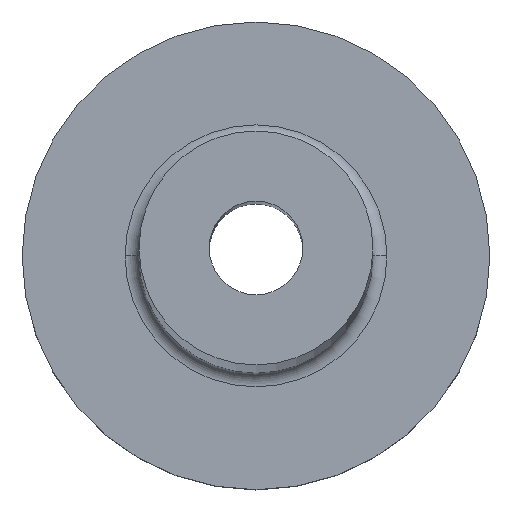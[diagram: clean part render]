
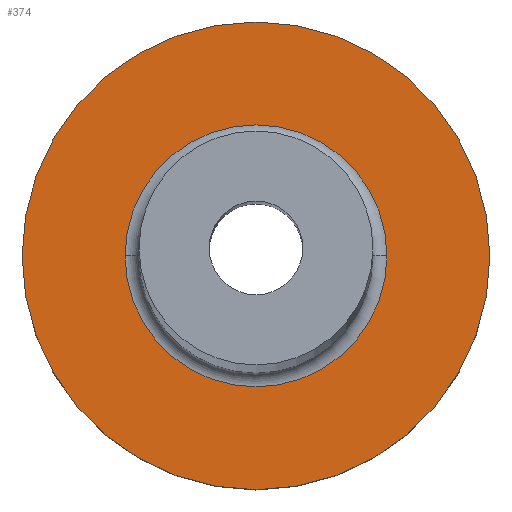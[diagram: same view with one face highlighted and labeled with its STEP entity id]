
A CAD part, top view. The second image highlights one B-rep face of the part: STEP entity #374.
In plain terms, the highlighted planar face has unit normal (0, 0, 1).
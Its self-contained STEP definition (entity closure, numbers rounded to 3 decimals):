
#17 = CIRCLE ( 'NONE', #273, 5. ) ;
#24 = CARTESIAN_POINT ( 'NONE',  ( 0., 0., 3. ) ) ;
#31 = AXIS2_PLACEMENT_3D ( 'NONE', #383, #243, #63 ) ;
#34 = VERTEX_POINT ( 'NONE', #108 ) ;
#37 = EDGE_CURVE ( 'NONE', #38, #257, #118, .T. ) ;
#38 = VERTEX_POINT ( 'NONE', #177 ) ;
#56 = CARTESIAN_POINT ( 'NONE',  ( 0., 0., 3. ) ) ;
#61 = CARTESIAN_POINT ( 'NONE',  ( -5., 0., 3. ) ) ;
#63 = DIRECTION ( 'NONE',  ( 1., 0., 0. ) ) ;
#91 = FACE_BOUND ( 'NONE', #181, .T. ) ;
#103 = CARTESIAN_POINT ( 'NONE',  ( 0., 0., 3. ) ) ;
#108 = CARTESIAN_POINT ( 'NONE',  ( 5., 0., 3. ) ) ;
#118 = CIRCLE ( 'NONE', #445, 2.8 ) ;
#131 = CIRCLE ( 'NONE', #232, 5. ) ;
#142 = DIRECTION ( 'NONE',  ( 0., 0., -1. ) ) ;
#144 = ORIENTED_EDGE ( 'NONE', *, *, #338, .T. ) ;
#166 = ORIENTED_EDGE ( 'NONE', *, *, #246, .T. ) ;
#177 = CARTESIAN_POINT ( 'NONE',  ( -2.8, 0., 3. ) ) ;
#181 = EDGE_LOOP ( 'NONE', ( #311, #337 ) ) ;
#197 = AXIS2_PLACEMENT_3D ( 'NONE', #282, #434, #317 ) ;
#203 = CARTESIAN_POINT ( 'NONE',  ( 2.8, 0., 3. ) ) ;
#218 = VERTEX_POINT ( 'NONE', #61 ) ;
#232 = AXIS2_PLACEMENT_3D ( 'NONE', #56, #297, #381 ) ;
#243 = DIRECTION ( 'NONE',  ( 0., 0., -1. ) ) ;
#246 = EDGE_CURVE ( 'NONE', #218, #34, #131, .T. ) ;
#255 = DIRECTION ( 'NONE',  ( 1., 0., 0. ) ) ;
#257 = VERTEX_POINT ( 'NONE', #203 ) ;
#269 = DIRECTION ( 'NONE',  ( 1., 0., 0. ) ) ;
#273 = AXIS2_PLACEMENT_3D ( 'NONE', #24, #450, #269 ) ;
#282 = CARTESIAN_POINT ( 'NONE',  ( 0., 0., 3. ) ) ;
#297 = DIRECTION ( 'NONE',  ( 0., 0., 1. ) ) ;
#311 = ORIENTED_EDGE ( 'NONE', *, *, #323, .T. ) ;
#317 = DIRECTION ( 'NONE',  ( 1., 0., 0. ) ) ;
#323 = EDGE_CURVE ( 'NONE', #257, #38, #458, .T. ) ;
#337 = ORIENTED_EDGE ( 'NONE', *, *, #37, .T. ) ;
#338 = EDGE_CURVE ( 'NONE', #34, #218, #17, .T. ) ;
#374 = ADVANCED_FACE ( 'NONE', ( #91, #376 ), #389, .T. ) ;
#376 = FACE_OUTER_BOUND ( 'NONE', #422, .T. ) ;
#381 = DIRECTION ( 'NONE',  ( 1., 0., 0. ) ) ;
#383 = CARTESIAN_POINT ( 'NONE',  ( 0., 0., 3. ) ) ;
#389 = PLANE ( 'NONE',  #197 ) ;
#422 = EDGE_LOOP ( 'NONE', ( #166, #144 ) ) ;
#434 = DIRECTION ( 'NONE',  ( 0., 0., 1. ) ) ;
#445 = AXIS2_PLACEMENT_3D ( 'NONE', #103, #142, #255 ) ;
#450 = DIRECTION ( 'NONE',  ( 0., 0., 1. ) ) ;
#458 = CIRCLE ( 'NONE', #31, 2.8 ) ;
